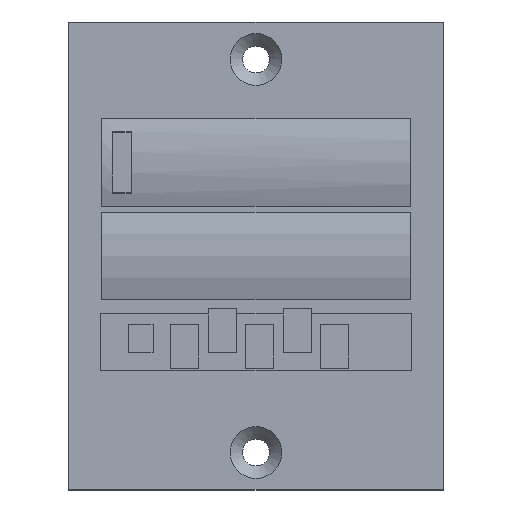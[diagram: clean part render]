
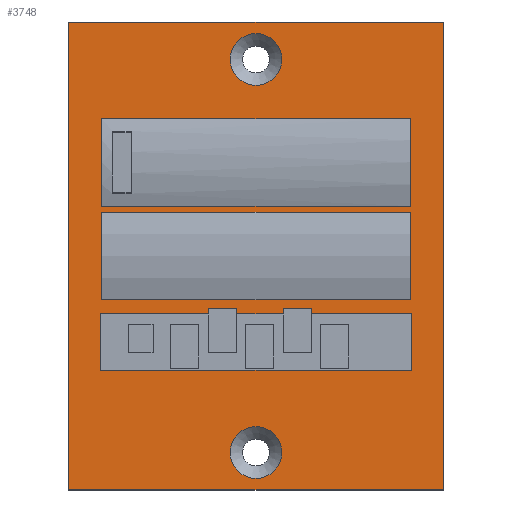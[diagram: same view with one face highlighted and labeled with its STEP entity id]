
A CAD part, top view. The second image highlights one B-rep face of the part: STEP entity #3748.
In plain terms, the highlighted planar face has unit normal (0, 0, 1).
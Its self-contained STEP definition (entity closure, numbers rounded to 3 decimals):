
#50=LINE('',#4872,#360);
#54=LINE('',#4880,#364);
#57=LINE('',#4886,#367);
#59=LINE('',#4889,#369);
#60=LINE('',#4895,#370);
#61=LINE('',#4898,#371);
#62=LINE('',#4900,#372);
#63=LINE('',#4902,#373);
#64=LINE('',#4903,#374);
#65=LINE('',#4906,#375);
#66=LINE('',#4908,#376);
#67=LINE('',#4910,#377);
#68=LINE('',#4911,#378);
#69=LINE('',#4914,#379);
#70=LINE('',#4916,#380);
#71=LINE('',#4918,#381);
#360=VECTOR('',#4145,1000.);
#364=VECTOR('',#4151,1000.);
#367=VECTOR('',#4156,1000.);
#369=VECTOR('',#4160,1000.);
#370=VECTOR('',#4167,1000.);
#371=VECTOR('',#4168,1000.);
#372=VECTOR('',#4169,1000.);
#373=VECTOR('',#4170,1000.);
#374=VECTOR('',#4171,1000.);
#375=VECTOR('',#4172,1000.);
#376=VECTOR('',#4173,1000.);
#377=VECTOR('',#4174,1000.);
#378=VECTOR('',#4175,1000.);
#379=VECTOR('',#4176,1000.);
#380=VECTOR('',#4177,1000.);
#381=VECTOR('',#4178,1000.);
#692=ORIENTED_EDGE('',*,*,#1404,.T.);
#693=ORIENTED_EDGE('',*,*,#1405,.T.);
#694=ORIENTED_EDGE('',*,*,#1406,.F.);
#695=ORIENTED_EDGE('',*,*,#1407,.T.);
#696=ORIENTED_EDGE('',*,*,#1408,.T.);
#697=ORIENTED_EDGE('',*,*,#1409,.F.);
#698=ORIENTED_EDGE('',*,*,#1410,.F.);
#699=ORIENTED_EDGE('',*,*,#1411,.T.);
#700=ORIENTED_EDGE('',*,*,#1412,.T.);
#701=ORIENTED_EDGE('',*,*,#1413,.F.);
#702=ORIENTED_EDGE('',*,*,#1414,.F.);
#703=ORIENTED_EDGE('',*,*,#1415,.T.);
#704=ORIENTED_EDGE('',*,*,#1416,.T.);
#705=ORIENTED_EDGE('',*,*,#1417,.F.);
#706=ORIENTED_EDGE('',*,*,#1394,.T.);
#707=ORIENTED_EDGE('',*,*,#1398,.T.);
#708=ORIENTED_EDGE('',*,*,#1401,.T.);
#709=ORIENTED_EDGE('',*,*,#1403,.T.);
#1394=EDGE_CURVE('',#1753,#1752,#50,.T.);
#1398=EDGE_CURVE('',#1752,#1755,#54,.T.);
#1401=EDGE_CURVE('',#1755,#1757,#57,.T.);
#1403=EDGE_CURVE('',#1757,#1753,#59,.T.);
#1404=EDGE_CURVE('',#1758,#1758,#2000,.T.);
#1405=EDGE_CURVE('',#1759,#1759,#2001,.T.);
#1406=EDGE_CURVE('',#1760,#1761,#60,.T.);
#1407=EDGE_CURVE('',#1760,#1762,#61,.T.);
#1408=EDGE_CURVE('',#1762,#1763,#62,.T.);
#1409=EDGE_CURVE('',#1761,#1763,#63,.T.);
#1410=EDGE_CURVE('',#1764,#1765,#64,.T.);
#1411=EDGE_CURVE('',#1764,#1766,#65,.T.);
#1412=EDGE_CURVE('',#1766,#1767,#66,.T.);
#1413=EDGE_CURVE('',#1765,#1767,#67,.T.);
#1414=EDGE_CURVE('',#1768,#1769,#68,.T.);
#1415=EDGE_CURVE('',#1768,#1770,#69,.T.);
#1416=EDGE_CURVE('',#1770,#1771,#70,.T.);
#1417=EDGE_CURVE('',#1769,#1771,#71,.T.);
#1752=VERTEX_POINT('',#4871);
#1753=VERTEX_POINT('',#4873);
#1755=VERTEX_POINT('',#4879);
#1757=VERTEX_POINT('',#4885);
#1758=VERTEX_POINT('',#4892);
#1759=VERTEX_POINT('',#4894);
#1760=VERTEX_POINT('',#4896);
#1761=VERTEX_POINT('',#4897);
#1762=VERTEX_POINT('',#4899);
#1763=VERTEX_POINT('',#4901);
#1764=VERTEX_POINT('',#4904);
#1765=VERTEX_POINT('',#4905);
#1766=VERTEX_POINT('',#4907);
#1767=VERTEX_POINT('',#4909);
#1768=VERTEX_POINT('',#4912);
#1769=VERTEX_POINT('',#4913);
#1770=VERTEX_POINT('',#4915);
#1771=VERTEX_POINT('',#4917);
#2000=CIRCLE('',#3923,4.15);
#2001=CIRCLE('',#3924,4.15);
#2052=EDGE_LOOP('',(#692));
#2053=EDGE_LOOP('',(#693));
#2054=EDGE_LOOP('',(#694,#695,#696,#697));
#2055=EDGE_LOOP('',(#698,#699,#700,#701));
#2056=EDGE_LOOP('',(#702,#703,#704,#705));
#2057=EDGE_LOOP('',(#706,#707,#708,#709));
#2270=FACE_BOUND('',#2052,.T.);
#2271=FACE_BOUND('',#2053,.T.);
#2272=FACE_BOUND('',#2054,.T.);
#2273=FACE_BOUND('',#2055,.T.);
#2274=FACE_BOUND('',#2056,.T.);
#2275=FACE_BOUND('',#2057,.T.);
#2484=PLANE('',#3922);
#3748=ADVANCED_FACE('',(#2270,#2271,#2272,#2273,#2274,#2275),#2484,.T.);
#3922=AXIS2_PLACEMENT_3D('',#4890,#4161,#4162);
#3923=AXIS2_PLACEMENT_3D('',#4891,#4163,#4164);
#3924=AXIS2_PLACEMENT_3D('',#4893,#4165,#4166);
#4145=DIRECTION('',(-1.,0.,0.));
#4151=DIRECTION('',(0.,-1.,0.));
#4156=DIRECTION('',(1.,0.,0.));
#4160=DIRECTION('',(0.,1.,0.));
#4161=DIRECTION('',(0.,0.,1.));
#4162=DIRECTION('',(1.,0.,0.));
#4163=DIRECTION('',(0.,0.,-1.));
#4164=DIRECTION('',(-1.,0.,0.));
#4165=DIRECTION('',(0.,0.,-1.));
#4166=DIRECTION('',(-1.,0.,0.));
#4167=DIRECTION('',(0.,1.,0.));
#4168=DIRECTION('',(-1.,0.,0.));
#4169=DIRECTION('',(0.,1.,0.));
#4170=DIRECTION('',(-1.,0.,0.));
#4171=DIRECTION('',(0.,1.,0.));
#4172=DIRECTION('',(-1.,0.,0.));
#4173=DIRECTION('',(0.,1.,0.));
#4174=DIRECTION('',(-1.,0.,0.));
#4175=DIRECTION('',(0.,1.,0.));
#4176=DIRECTION('',(-1.,0.,0.));
#4177=DIRECTION('',(0.,1.,0.));
#4178=DIRECTION('',(-1.,0.,0.));
#4871=CARTESIAN_POINT('',(-30.,37.5,3.));
#4872=CARTESIAN_POINT('',(30.,37.5,3.));
#4873=CARTESIAN_POINT('',(30.,37.5,3.));
#4879=CARTESIAN_POINT('',(-30.,-37.5,3.));
#4880=CARTESIAN_POINT('',(-30.,37.5,3.));
#4885=CARTESIAN_POINT('',(30.,-37.5,3.));
#4886=CARTESIAN_POINT('',(-30.,-37.5,3.));
#4889=CARTESIAN_POINT('',(30.,-37.5,3.));
#4890=CARTESIAN_POINT('',(0.,0.,3.));
#4891=CARTESIAN_POINT('',(0.,-31.5,3.));
#4892=CARTESIAN_POINT('',(-4.15,-31.5,3.));
#4893=CARTESIAN_POINT('',(0.,31.5,3.));
#4894=CARTESIAN_POINT('',(-4.15,31.5,3.));
#4895=CARTESIAN_POINT('',(24.85,-18.3,3.));
#4896=CARTESIAN_POINT('',(24.85,-18.3,3.));
#4897=CARTESIAN_POINT('',(24.85,-9.3,3.));
#4898=CARTESIAN_POINT('',(24.85,-18.3,3.));
#4899=CARTESIAN_POINT('',(-24.85,-18.3,3.));
#4900=CARTESIAN_POINT('',(-24.85,-18.3,3.));
#4901=CARTESIAN_POINT('',(-24.85,-9.3,3.));
#4902=CARTESIAN_POINT('',(24.85,-9.3,3.));
#4903=CARTESIAN_POINT('',(24.75,8.003,3.));
#4904=CARTESIAN_POINT('',(24.75,8.003,3.));
#4905=CARTESIAN_POINT('',(24.75,21.997,3.));
#4906=CARTESIAN_POINT('',(24.75,8.003,3.));
#4907=CARTESIAN_POINT('',(-24.75,8.003,3.));
#4908=CARTESIAN_POINT('',(-24.75,8.003,3.));
#4909=CARTESIAN_POINT('',(-24.75,21.997,3.));
#4910=CARTESIAN_POINT('',(24.75,21.997,3.));
#4911=CARTESIAN_POINT('',(24.75,-6.997,3.));
#4912=CARTESIAN_POINT('',(24.75,-6.997,3.));
#4913=CARTESIAN_POINT('',(24.75,6.997,3.));
#4914=CARTESIAN_POINT('',(24.75,-6.997,3.));
#4915=CARTESIAN_POINT('',(-24.75,-6.997,3.));
#4916=CARTESIAN_POINT('',(-24.75,-6.997,3.));
#4917=CARTESIAN_POINT('',(-24.75,6.997,3.));
#4918=CARTESIAN_POINT('',(24.75,6.997,3.));
